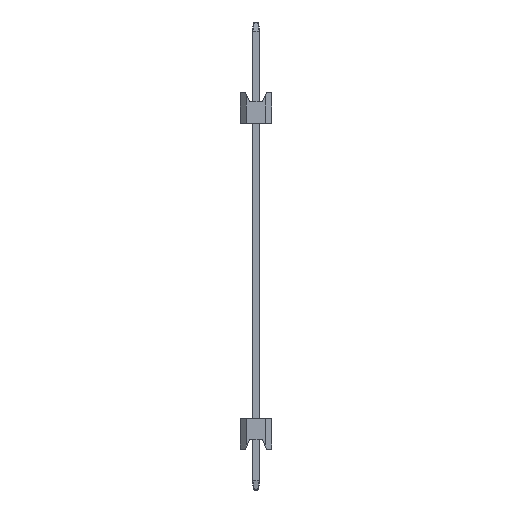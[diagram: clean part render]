
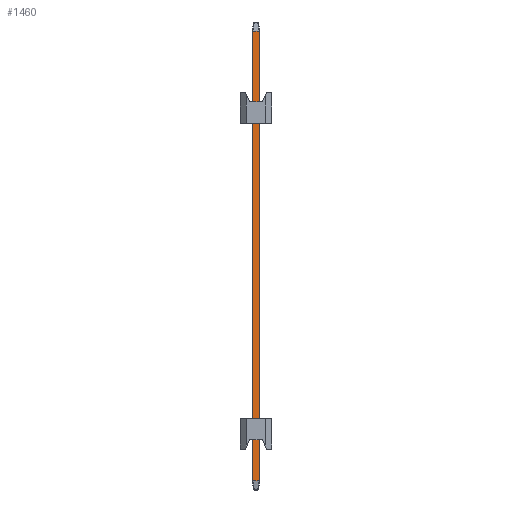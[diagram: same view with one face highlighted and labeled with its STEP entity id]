
A CAD part, left-side view. The second image highlights one B-rep face of the part: STEP entity #1460.
In plain terms, the highlighted planar face has unit normal (-1, 0, 0).
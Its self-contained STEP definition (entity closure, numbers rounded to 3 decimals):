
#390=FACE_OUTER_BOUND('',#454,.T.);
#454=EDGE_LOOP('',(#1199,#1200,#1201,#1202,#1203,#1204,#1205,#1206));
#505=LINE('',#2205,#661);
#514=LINE('',#2223,#670);
#544=LINE('',#2278,#700);
#557=LINE('',#2305,#713);
#560=LINE('',#2311,#716);
#563=LINE('',#2317,#719);
#579=LINE('',#2344,#735);
#580=LINE('',#2346,#736);
#661=VECTOR('',#1737,10.);
#670=VECTOR('',#1750,10.);
#700=VECTOR('',#1800,10.);
#713=VECTOR('',#1821,10.);
#716=VECTOR('',#1826,10.);
#719=VECTOR('',#1831,10.);
#735=VECTOR('',#1865,10.);
#736=VECTOR('',#1868,10.);
#815=VERTEX_POINT('',#2203);
#816=VERTEX_POINT('',#2204);
#823=VERTEX_POINT('',#2221);
#837=VERTEX_POINT('',#2273);
#845=VERTEX_POINT('',#2297);
#848=VERTEX_POINT('',#2303);
#850=VERTEX_POINT('',#2309);
#852=VERTEX_POINT('',#2315);
#913=EDGE_CURVE('',#815,#816,#505,.T.);
#922=EDGE_CURVE('',#823,#815,#514,.T.);
#952=EDGE_CURVE('',#816,#837,#544,.T.);
#965=EDGE_CURVE('',#848,#845,#557,.T.);
#968=EDGE_CURVE('',#850,#848,#560,.T.);
#971=EDGE_CURVE('',#852,#850,#563,.T.);
#987=EDGE_CURVE('',#845,#823,#579,.T.);
#988=EDGE_CURVE('',#837,#852,#580,.T.);
#1199=ORIENTED_EDGE('',*,*,#952,.F.);
#1200=ORIENTED_EDGE('',*,*,#913,.F.);
#1201=ORIENTED_EDGE('',*,*,#922,.F.);
#1202=ORIENTED_EDGE('',*,*,#987,.F.);
#1203=ORIENTED_EDGE('',*,*,#965,.F.);
#1204=ORIENTED_EDGE('',*,*,#968,.F.);
#1205=ORIENTED_EDGE('',*,*,#971,.F.);
#1206=ORIENTED_EDGE('',*,*,#988,.F.);
#1396=PLANE('',#1587);
#1460=ADVANCED_FACE('',(#390),#1396,.T.);
#1587=AXIS2_PLACEMENT_3D('',#2345,#1866,#1867);
#1737=DIRECTION('',(0.,0.,-1.));
#1750=DIRECTION('',(0.,-0.371,-0.928));
#1800=DIRECTION('',(0.,0.371,-0.928));
#1821=DIRECTION('',(0.,-0.371,0.928));
#1826=DIRECTION('',(0.,0.,1.));
#1831=DIRECTION('',(0.,0.371,0.928));
#1865=DIRECTION('',(0.,-1.,0.));
#1866=DIRECTION('center_axis',(-1.,0.,0.));
#1867=DIRECTION('ref_axis',(0.,-1.,0.));
#1868=DIRECTION('',(0.,1.,0.));
#2203=CARTESIAN_POINT('',(-0.32,-0.27,33.748));
#2204=CARTESIAN_POINT('',(-0.32,-0.27,-2.548));
#2205=CARTESIAN_POINT('',(-0.32,-0.27,0.));
#2221=CARTESIAN_POINT('',(-0.32,-0.269,33.75));
#2223=CARTESIAN_POINT('',(-0.32,-5.973,19.491));
#2273=CARTESIAN_POINT('',(-0.32,-0.269,-2.55));
#2278=CARTESIAN_POINT('',(-0.32,-0.593,-1.739));
#2297=CARTESIAN_POINT('',(-0.32,0.269,33.75));
#2303=CARTESIAN_POINT('',(-0.32,0.27,33.748));
#2305=CARTESIAN_POINT('',(-0.32,6.017,19.381));
#2309=CARTESIAN_POINT('',(-0.32,0.27,-2.548));
#2311=CARTESIAN_POINT('',(-0.32,0.27,0.));
#2315=CARTESIAN_POINT('',(-0.32,0.269,-2.55));
#2317=CARTESIAN_POINT('',(-0.32,0.637,-1.629));
#2344=CARTESIAN_POINT('',(-0.32,0.16,33.75));
#2345=CARTESIAN_POINT('Origin',(-0.32,0.32,0.));
#2346=CARTESIAN_POINT('',(-0.32,0.16,-2.55));
